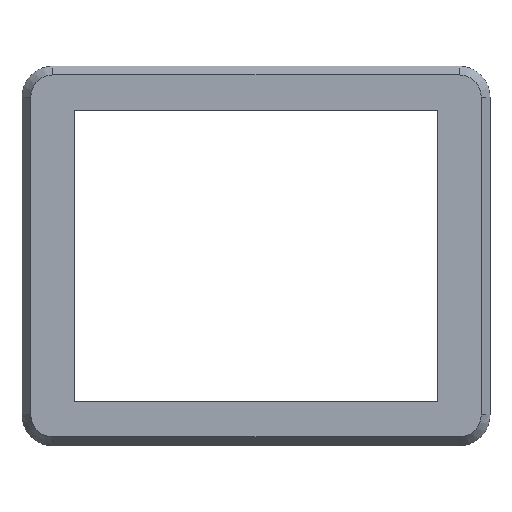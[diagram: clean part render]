
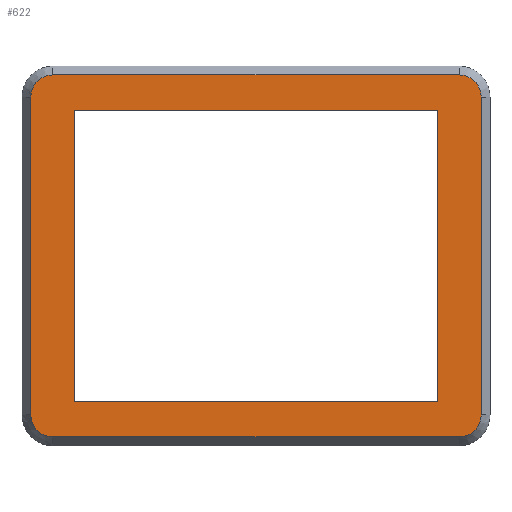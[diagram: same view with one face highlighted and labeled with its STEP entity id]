
A CAD part, top view. The second image highlights one B-rep face of the part: STEP entity #622.
In plain terms, the highlighted planar face has unit normal (0, 0, 1).
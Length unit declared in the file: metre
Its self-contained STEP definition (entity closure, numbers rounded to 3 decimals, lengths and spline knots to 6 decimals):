
#24=CIRCLE('',#682,0.005);
#25=CIRCLE('',#683,0.005);
#26=CIRCLE('',#684,0.005);
#27=CIRCLE('',#685,0.005);
#112=ORIENTED_EDGE('',*,*,#267,.T.);
#113=ORIENTED_EDGE('',*,*,#268,.T.);
#114=ORIENTED_EDGE('',*,*,#269,.T.);
#115=ORIENTED_EDGE('',*,*,#270,.T.);
#116=ORIENTED_EDGE('',*,*,#271,.T.);
#117=ORIENTED_EDGE('',*,*,#272,.T.);
#118=ORIENTED_EDGE('',*,*,#273,.T.);
#119=ORIENTED_EDGE('',*,*,#274,.T.);
#120=ORIENTED_EDGE('',*,*,#261,.T.);
#121=ORIENTED_EDGE('',*,*,#262,.T.);
#122=ORIENTED_EDGE('',*,*,#229,.F.);
#123=ORIENTED_EDGE('',*,*,#264,.T.);
#229=EDGE_CURVE('',#314,#307,#370,.T.);
#261=EDGE_CURVE('',#333,#338,#396,.T.);
#262=EDGE_CURVE('',#338,#307,#397,.T.);
#264=EDGE_CURVE('',#314,#333,#399,.T.);
#267=EDGE_CURVE('',#339,#340,#400,.T.);
#268=EDGE_CURVE('',#340,#341,#24,.T.);
#269=EDGE_CURVE('',#341,#342,#401,.T.);
#270=EDGE_CURVE('',#342,#343,#25,.T.);
#271=EDGE_CURVE('',#343,#344,#402,.T.);
#272=EDGE_CURVE('',#344,#345,#26,.T.);
#273=EDGE_CURVE('',#345,#346,#403,.T.);
#274=EDGE_CURVE('',#346,#339,#27,.T.);
#307=VERTEX_POINT('',#921);
#314=VERTEX_POINT('',#934);
#333=VERTEX_POINT('',#988);
#338=VERTEX_POINT('',#998);
#339=VERTEX_POINT('',#1010);
#340=VERTEX_POINT('',#1011);
#341=VERTEX_POINT('',#1013);
#342=VERTEX_POINT('',#1015);
#343=VERTEX_POINT('',#1017);
#344=VERTEX_POINT('',#1019);
#345=VERTEX_POINT('',#1021);
#346=VERTEX_POINT('',#1023);
#370=LINE('',#935,#435);
#396=LINE('',#999,#461);
#397=LINE('',#1001,#462);
#399=LINE('',#1004,#464);
#400=LINE('',#1009,#465);
#401=LINE('',#1014,#466);
#402=LINE('',#1018,#467);
#403=LINE('',#1022,#468);
#435=VECTOR('',#739,1.);
#461=VECTOR('',#793,1.);
#462=VECTOR('',#796,1.);
#464=VECTOR('',#800,1.);
#465=VECTOR('',#809,1.);
#466=VECTOR('',#812,1.);
#467=VECTOR('',#815,1.);
#468=VECTOR('',#818,1.);
#499=EDGE_LOOP('',(#112,#113,#114,#115,#116,#117,#118,#119));
#500=EDGE_LOOP('',(#120,#121,#122,#123));
#548=FACE_BOUND('',#499,.T.);
#549=FACE_BOUND('',#500,.T.);
#592=PLANE('',#681);
#622=ADVANCED_FACE('',(#548,#549),#592,.T.);
#681=AXIS2_PLACEMENT_3D('',#1008,#807,#808);
#682=AXIS2_PLACEMENT_3D('',#1012,#810,#811);
#683=AXIS2_PLACEMENT_3D('',#1016,#813,#814);
#684=AXIS2_PLACEMENT_3D('',#1020,#816,#817);
#685=AXIS2_PLACEMENT_3D('',#1024,#819,#820);
#739=DIRECTION('',(1.,0.,0.));
#793=DIRECTION('',(1.,0.,0.));
#796=DIRECTION('',(0.,-1.,0.));
#800=DIRECTION('',(0.,1.,0.));
#807=DIRECTION('',(0.,0.,1.));
#808=DIRECTION('',(1.,0.,0.));
#809=DIRECTION('',(0.,-1.,0.));
#810=DIRECTION('',(0.,0.,1.));
#811=DIRECTION('',(1.,0.,0.));
#812=DIRECTION('',(1.,0.,0.));
#813=DIRECTION('',(0.,0.,1.));
#814=DIRECTION('',(1.,0.,0.));
#815=DIRECTION('',(0.,1.,0.));
#816=DIRECTION('',(0.,0.,1.));
#817=DIRECTION('',(1.,0.,0.));
#818=DIRECTION('',(-1.,0.,0.));
#819=DIRECTION('',(0.,0.,1.));
#820=DIRECTION('',(1.,0.,0.));
#921=CARTESIAN_POINT('',(0.087,0.003,0.008));
#934=CARTESIAN_POINT('',(0.005,0.003,0.008));
#935=CARTESIAN_POINT('',(0.046,0.003,0.008));
#988=CARTESIAN_POINT('',(0.005,0.069,0.008));
#998=CARTESIAN_POINT('',(0.087,0.069,0.008));
#999=CARTESIAN_POINT('',(0.046,0.069,0.008));
#1001=CARTESIAN_POINT('',(0.087,0.036,0.008));
#1004=CARTESIAN_POINT('',(0.005,0.036,0.008));
#1008=CARTESIAN_POINT('',(0.035535,0.014295,0.008));
#1009=CARTESIAN_POINT('',(-0.005,0.014295,0.008));
#1010=CARTESIAN_POINT('',(-0.005,0.072,0.008));
#1011=CARTESIAN_POINT('',(-0.005,0.,0.008));
#1012=CARTESIAN_POINT('',(0.,0.,0.008));
#1013=CARTESIAN_POINT('',(0.,-0.005,0.008));
#1014=CARTESIAN_POINT('',(0.035535,-0.005,0.008));
#1015=CARTESIAN_POINT('',(0.092,-0.005,0.008));
#1016=CARTESIAN_POINT('',(0.092,0.,0.008));
#1017=CARTESIAN_POINT('',(0.097,0.,0.008));
#1018=CARTESIAN_POINT('',(0.097,0.014295,0.008));
#1019=CARTESIAN_POINT('',(0.097,0.072,0.008));
#1020=CARTESIAN_POINT('',(0.092,0.072,0.008));
#1021=CARTESIAN_POINT('',(0.092,0.077,0.008));
#1022=CARTESIAN_POINT('',(0.035535,0.077,0.008));
#1023=CARTESIAN_POINT('',(0.,0.077,0.008));
#1024=CARTESIAN_POINT('',(0.,0.072,0.008));
